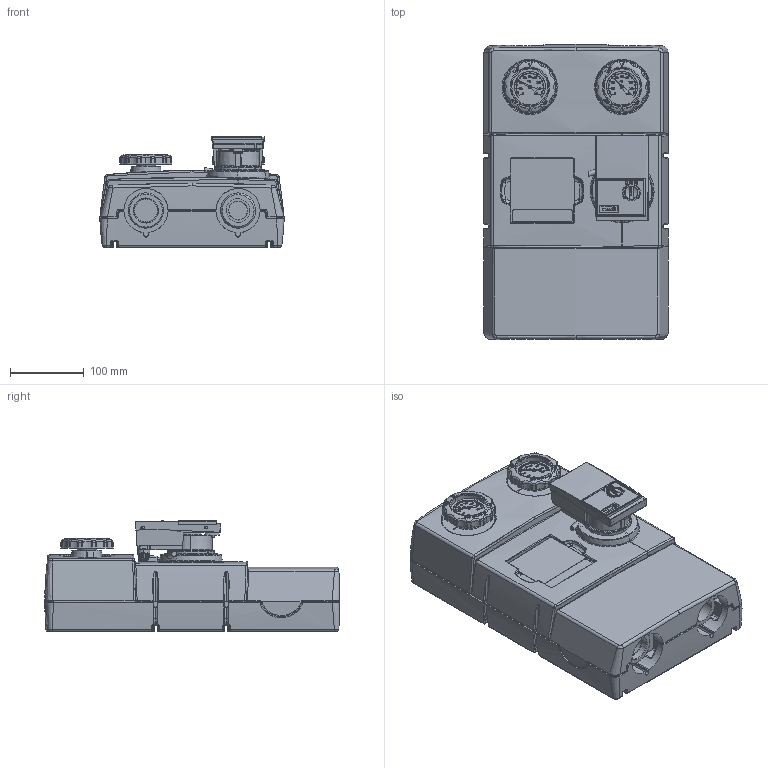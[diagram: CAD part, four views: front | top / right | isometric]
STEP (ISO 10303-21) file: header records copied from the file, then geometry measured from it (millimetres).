
FILE_DESCRIPTION(('CATIA V5 STEP Exchange'),'2;1');
FILE_NAME('61000100 GDA111.stp','2015-12-28T09:35:09+00:00',('none'),('none'),'CATIA Version 5 Release 20 SP 6 (IN-10)','CATIA V5 STEP AP214','none');
FILE_SCHEMA(('AUTOMOTIVE_DESIGN { 1 0 10303 214 1 1 1 1 }'));
Length unit declared in the file: millimetre
Products named in the file (1): GRA111_AllCATPart
Bounding box: 250 x 400.18 x 149.75 mm (x, y, z)
Volume: 8799433.3 mm3; surface area: 572169.5 mm2
Topology: 1 solids, 39 shells, 5241 faces, 13822 edges, 8862 vertices
Faces by surface type: plane 2286, cylinder 1095, bspline 1063, cone 364, torus 296, sphere 133, extrusion 4
Entity records: 241195 total; most frequent: CARTESIAN_POINT 110915, ORIENTED_EDGE 27370, DIRECTION 15492, EDGE_CURVE 13685, VERTEX_POINT 8857, VECTOR 6039, LINE 6035, AXIS2_PLACEMENT_3D 5851
